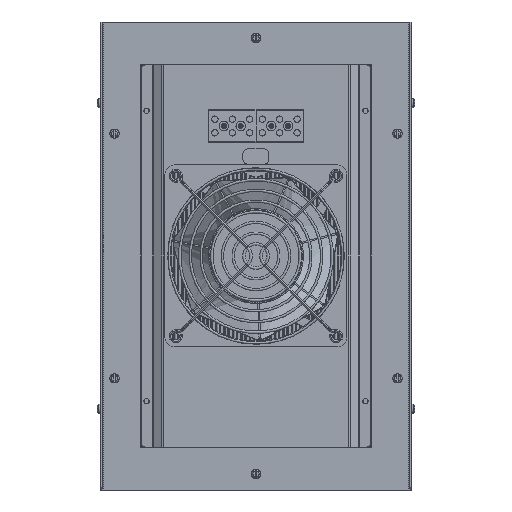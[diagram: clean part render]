
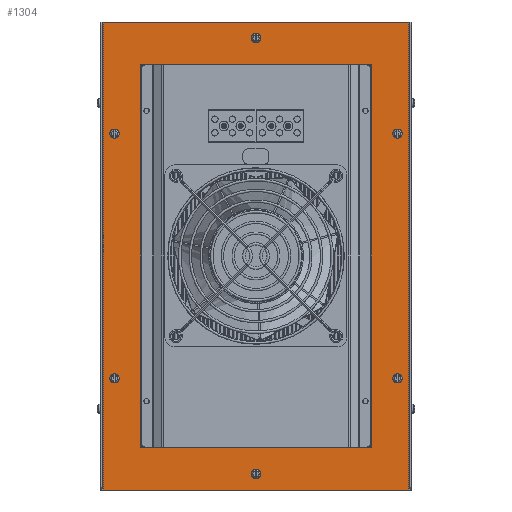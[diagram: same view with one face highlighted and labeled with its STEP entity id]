
A CAD part, front view. The second image highlights one B-rep face of the part: STEP entity #1304.
In plain terms, the highlighted planar face has unit normal (0, -1, 0).
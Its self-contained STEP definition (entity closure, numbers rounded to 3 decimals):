
#719=CARTESIAN_POINT('',(92.5,0.,80.));
#720=DIRECTION('',(0.,-1.,0.));
#721=DIRECTION('',(1.,0.,0.));
#722=AXIS2_PLACEMENT_3D('',#719,#720,#721);
#727=CARTESIAN_POINT('',(92.5,0.,80.));
#728=DIRECTION('',(0.,-1.,0.));
#729=DIRECTION('',(-1.,0.,0.));
#730=AXIS2_PLACEMENT_3D('',#727,#728,#729);
#735=CARTESIAN_POINT('',(92.5,0.,-80.));
#736=DIRECTION('',(0.,-1.,0.));
#737=DIRECTION('',(1.,0.,0.));
#738=AXIS2_PLACEMENT_3D('',#735,#736,#737);
#743=CARTESIAN_POINT('',(92.5,0.,-80.));
#744=DIRECTION('',(0.,-1.,0.));
#745=DIRECTION('',(-1.,0.,0.));
#746=AXIS2_PLACEMENT_3D('',#743,#744,#745);
#751=CARTESIAN_POINT('',(-92.5,0.,80.));
#752=DIRECTION('',(0.,-1.,0.));
#753=DIRECTION('',(1.,0.,0.));
#754=AXIS2_PLACEMENT_3D('',#751,#752,#753);
#759=CARTESIAN_POINT('',(-92.5,0.,80.));
#760=DIRECTION('',(0.,-1.,0.));
#761=DIRECTION('',(-1.,0.,0.));
#762=AXIS2_PLACEMENT_3D('',#759,#760,#761);
#767=CARTESIAN_POINT('',(-92.5,0.,-80.));
#768=DIRECTION('',(0.,-1.,0.));
#769=DIRECTION('',(1.,0.,0.));
#770=AXIS2_PLACEMENT_3D('',#767,#768,#769);
#775=CARTESIAN_POINT('',(-92.5,0.,-80.));
#776=DIRECTION('',(0.,-1.,0.));
#777=DIRECTION('',(-1.,0.,0.));
#778=AXIS2_PLACEMENT_3D('',#775,#776,#777);
#783=CARTESIAN_POINT('',(0.,0.,142.5));
#784=DIRECTION('',(0.,-1.,0.));
#785=DIRECTION('',(1.,0.,0.));
#786=AXIS2_PLACEMENT_3D('',#783,#784,#785);
#791=CARTESIAN_POINT('',(0.,0.,142.5));
#792=DIRECTION('',(0.,-1.,0.));
#793=DIRECTION('',(-1.,0.,0.));
#794=AXIS2_PLACEMENT_3D('',#791,#792,#793);
#799=CARTESIAN_POINT('',(0.,0.,-142.5));
#800=DIRECTION('',(0.,-1.,0.));
#801=DIRECTION('',(1.,0.,0.));
#802=AXIS2_PLACEMENT_3D('',#799,#800,#801);
#807=CARTESIAN_POINT('',(0.,0.,-142.5));
#808=DIRECTION('',(0.,-1.,0.));
#809=DIRECTION('',(-1.,0.,0.));
#810=AXIS2_PLACEMENT_3D('',#807,#808,#809);
#815=DIRECTION('',(0.,0.,-1.));
#816=VECTOR('',#815,306.);
#817=CARTESIAN_POINT('',(-100.,0.,153.));
#818=LINE('',#817,#816);
#829=DIRECTION('',(1.,0.,0.));
#830=VECTOR('',#829,200.);
#831=CARTESIAN_POINT('',(-100.,0.,-153.));
#832=LINE('',#831,#830);
#843=DIRECTION('',(0.,0.,1.));
#844=VECTOR('',#843,306.);
#845=CARTESIAN_POINT('',(100.,0.,-153.));
#846=LINE('',#845,#844);
#857=DIRECTION('',(-1.,0.,0.));
#858=VECTOR('',#857,200.);
#859=CARTESIAN_POINT('',(100.,0.,153.));
#860=LINE('',#859,#858);
#1023=DIRECTION('',(-1.,0.,0.));
#1024=VECTOR('',#1023,150.5);
#1025=CARTESIAN_POINT('',(75.25,0.,-125.));
#1026=LINE('',#1025,#1024);
#1037=DIRECTION('',(0.,0.,1.));
#1038=VECTOR('',#1037,250.);
#1039=CARTESIAN_POINT('',(-75.25,0.,-125.));
#1040=LINE('',#1039,#1038);
#1051=DIRECTION('',(1.,0.,0.));
#1052=VECTOR('',#1051,150.5);
#1053=CARTESIAN_POINT('',(-75.25,0.,125.));
#1054=LINE('',#1053,#1052);
#1065=DIRECTION('',(0.,0.,-1.));
#1066=VECTOR('',#1065,250.);
#1067=CARTESIAN_POINT('',(75.25,0.,125.));
#1068=LINE('',#1067,#1066);
#1163=CARTESIAN_POINT('',(-100.,0.,153.));
#1164=CARTESIAN_POINT('',(-100.,0.,-153.));
#1165=VERTEX_POINT('',#1163);
#1166=VERTEX_POINT('',#1164);
#1167=CARTESIAN_POINT('',(100.,0.,153.));
#1168=VERTEX_POINT('',#1167);
#1169=CARTESIAN_POINT('',(100.,0.,-153.));
#1170=VERTEX_POINT('',#1169);
#1171=CARTESIAN_POINT('',(75.25,0.,-125.));
#1172=CARTESIAN_POINT('',(-75.25,0.,-125.));
#1173=VERTEX_POINT('',#1171);
#1174=VERTEX_POINT('',#1172);
#1175=CARTESIAN_POINT('',(75.25,0.,125.));
#1176=VERTEX_POINT('',#1175);
#1177=CARTESIAN_POINT('',(-75.25,0.,125.));
#1178=VERTEX_POINT('',#1177);
#1179=CARTESIAN_POINT('',(95.5,0.,80.));
#1180=CARTESIAN_POINT('',(89.5,0.,80.));
#1181=VERTEX_POINT('',#1179);
#1182=VERTEX_POINT('',#1180);
#1183=CARTESIAN_POINT('',(95.5,0.,-80.));
#1184=CARTESIAN_POINT('',(89.5,0.,-80.));
#1185=VERTEX_POINT('',#1183);
#1186=VERTEX_POINT('',#1184);
#1187=CARTESIAN_POINT('',(-89.5,0.,80.));
#1188=CARTESIAN_POINT('',(-95.5,0.,80.));
#1189=VERTEX_POINT('',#1187);
#1190=VERTEX_POINT('',#1188);
#1191=CARTESIAN_POINT('',(-89.5,0.,-80.));
#1192=CARTESIAN_POINT('',(-95.5,0.,-80.));
#1193=VERTEX_POINT('',#1191);
#1194=VERTEX_POINT('',#1192);
#1195=CARTESIAN_POINT('',(3.,0.,142.5));
#1196=CARTESIAN_POINT('',(-3.,0.,142.5));
#1197=VERTEX_POINT('',#1195);
#1198=VERTEX_POINT('',#1196);
#1199=CARTESIAN_POINT('',(3.,0.,-142.5));
#1200=CARTESIAN_POINT('',(-3.,0.,-142.5));
#1201=VERTEX_POINT('',#1199);
#1202=VERTEX_POINT('',#1200);
#1243=CARTESIAN_POINT('',(0.,0.,0.));
#1244=DIRECTION('',(0.,1.,0.));
#1245=DIRECTION('',(1.,0.,0.));
#1246=AXIS2_PLACEMENT_3D('',#1243,#1244,#1245);
#1247=PLANE('',#1246);
#1249=ORIENTED_EDGE('',*,*,#1248,.F.);
#1251=ORIENTED_EDGE('',*,*,#1250,.F.);
#1253=ORIENTED_EDGE('',*,*,#1252,.F.);
#1255=ORIENTED_EDGE('',*,*,#1254,.F.);
#1256=EDGE_LOOP('',(#1249,#1251,#1253,#1255));
#1257=FACE_OUTER_BOUND('',#1256,.F.);
#1259=ORIENTED_EDGE('',*,*,#1258,.F.);
#1261=ORIENTED_EDGE('',*,*,#1260,.F.);
#1263=ORIENTED_EDGE('',*,*,#1262,.F.);
#1265=ORIENTED_EDGE('',*,*,#1264,.F.);
#1266=EDGE_LOOP('',(#1259,#1261,#1263,#1265));
#1267=FACE_BOUND('',#1266,.F.);
#1269=ORIENTED_EDGE('',*,*,#1268,.T.);
#1271=ORIENTED_EDGE('',*,*,#1270,.T.);
#1272=EDGE_LOOP('',(#1269,#1271));
#1273=FACE_BOUND('',#1272,.F.);
#1275=ORIENTED_EDGE('',*,*,#1274,.T.);
#1277=ORIENTED_EDGE('',*,*,#1276,.T.);
#1278=EDGE_LOOP('',(#1275,#1277));
#1279=FACE_BOUND('',#1278,.F.);
#1281=ORIENTED_EDGE('',*,*,#1280,.T.);
#1283=ORIENTED_EDGE('',*,*,#1282,.T.);
#1284=EDGE_LOOP('',(#1281,#1283));
#1285=FACE_BOUND('',#1284,.F.);
#1287=ORIENTED_EDGE('',*,*,#1286,.T.);
#1289=ORIENTED_EDGE('',*,*,#1288,.T.);
#1290=EDGE_LOOP('',(#1287,#1289));
#1291=FACE_BOUND('',#1290,.F.);
#1293=ORIENTED_EDGE('',*,*,#1292,.T.);
#1295=ORIENTED_EDGE('',*,*,#1294,.T.);
#1296=EDGE_LOOP('',(#1293,#1295));
#1297=FACE_BOUND('',#1296,.F.);
#1299=ORIENTED_EDGE('',*,*,#1298,.T.);
#1301=ORIENTED_EDGE('',*,*,#1300,.T.);
#1302=EDGE_LOOP('',(#1299,#1301));
#1303=FACE_BOUND('',#1302,.F.);
#723=CIRCLE('',#722,3.);
#731=CIRCLE('',#730,3.);
#739=CIRCLE('',#738,3.);
#747=CIRCLE('',#746,3.);
#755=CIRCLE('',#754,3.);
#763=CIRCLE('',#762,3.);
#771=CIRCLE('',#770,3.);
#779=CIRCLE('',#778,3.);
#787=CIRCLE('',#786,3.);
#795=CIRCLE('',#794,3.);
#803=CIRCLE('',#802,3.);
#811=CIRCLE('',#810,3.);
#1248=EDGE_CURVE('',#1165,#1166,#818,.T.);
#1250=EDGE_CURVE('',#1168,#1165,#860,.T.);
#1252=EDGE_CURVE('',#1170,#1168,#846,.T.);
#1254=EDGE_CURVE('',#1166,#1170,#832,.T.);
#1258=EDGE_CURVE('',#1173,#1174,#1026,.T.);
#1260=EDGE_CURVE('',#1176,#1173,#1068,.T.);
#1262=EDGE_CURVE('',#1178,#1176,#1054,.T.);
#1264=EDGE_CURVE('',#1174,#1178,#1040,.T.);
#1268=EDGE_CURVE('',#1181,#1182,#723,.T.);
#1270=EDGE_CURVE('',#1182,#1181,#731,.T.);
#1274=EDGE_CURVE('',#1185,#1186,#739,.T.);
#1276=EDGE_CURVE('',#1186,#1185,#747,.T.);
#1280=EDGE_CURVE('',#1189,#1190,#755,.T.);
#1282=EDGE_CURVE('',#1190,#1189,#763,.T.);
#1286=EDGE_CURVE('',#1193,#1194,#771,.T.);
#1288=EDGE_CURVE('',#1194,#1193,#779,.T.);
#1292=EDGE_CURVE('',#1197,#1198,#787,.T.);
#1294=EDGE_CURVE('',#1198,#1197,#795,.T.);
#1298=EDGE_CURVE('',#1201,#1202,#803,.T.);
#1300=EDGE_CURVE('',#1202,#1201,#811,.T.);
#1304=ADVANCED_FACE('',(#1257,#1267,#1273,#1279,#1285,#1291,#1297,#1303),#1247,
.F.);
